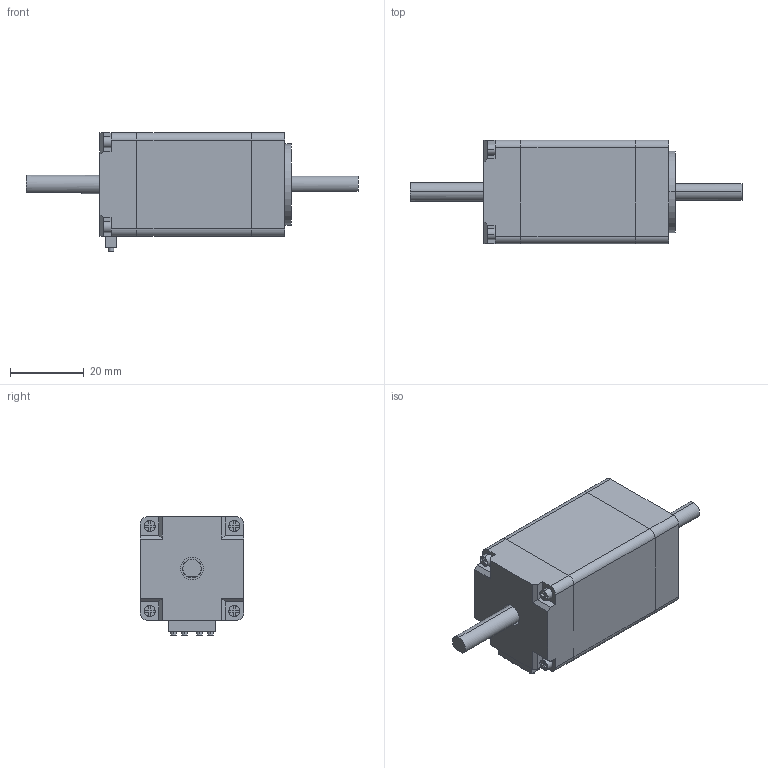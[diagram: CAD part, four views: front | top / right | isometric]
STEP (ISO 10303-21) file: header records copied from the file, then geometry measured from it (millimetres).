
FILE_DESCRIPTION (( 'STEP AP214' ), '1' );
FILE_NAME ('28HS5006B4.STEP', '2023-01-31T06:58:30', ( 'Windows 蚚誧' ), ( 'Organization' ), 'SwSTEP 2.0', 'SolidWorks 2021', '' );
FILE_SCHEMA (( 'AUTOMOTIVE_DESIGN' ));
Length unit declared in the file: millimetre
Products named in the file (1): 28HS5006B4
Bounding box: 89.8 x 28 x 32 mm (x, y, z)
Volume: 39889 mm3; surface area: 11784.3 mm2
Topology: 4 solids, 4 shells, 168 faces, 410 edges, 272 vertices
Faces by surface type: plane 118, cylinder 50
Entity records: 6421 total; most frequent: DIRECTION 852, CARTESIAN_POINT 851, ORIENTED_EDGE 820, EDGE_CURVE 410, LINE 306, VECTOR 306, AXIS2_PLACEMENT_3D 273, VERTEX_POINT 272
